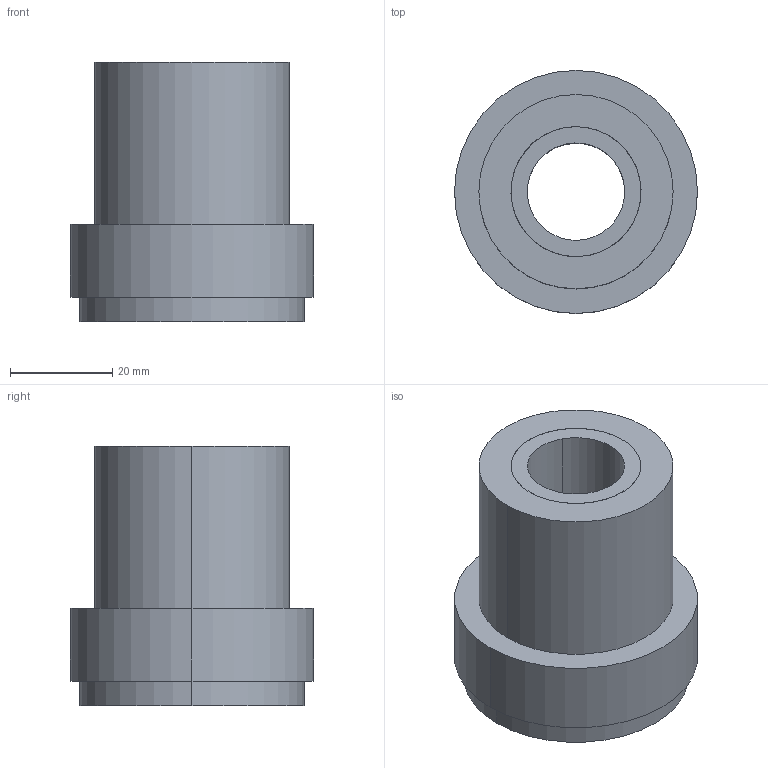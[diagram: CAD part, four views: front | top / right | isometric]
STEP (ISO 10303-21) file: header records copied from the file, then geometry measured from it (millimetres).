
FILE_DESCRIPTION((''),'2;1');
FILE_NAME('GUIDE_CROSSHEAD__BUSHING_ASS____ASM','2016-12-07T',('cxl300'),(''),'PRO/ENGINEER BY PARAMETRIC TECHNOLOGY CORPORATION, 2013230','PRO/ENGINEER BY PARAMETRIC TECHNOLOGY CORPORATION, 2013230','');
FILE_SCHEMA(('CONFIG_CONTROL_DESIGN','GEOMETRIC_VALIDATION_PROPERTIES_MIM'));
Length unit declared in the file: millimetre
Products named in the file (3): GUIDE_CROSSHEAD_2_ASS_Y_SLDPR__; BUSHING_CROSSHEAD_2_ASS_Y_SLD__; GUIDE_CROSSHEAD__BUSHING_ASS____ASM
Assembly tree (2 placements, depth 2):
  GUIDE_CROSSHEAD__BUSHING_ASS____ASM
    GUIDE_CROSSHEAD_2_ASS_Y_SLDPR__
    BUSHING_CROSSHEAD_2_ASS_Y_SLD__
Bounding box: 47.62 x 47.62 x 50.8 mm (x, y, z)
Volume: 54352.3 mm3; surface area: 20761.8 mm2
Topology: 2 solids, 2 shells, 18 faces, 36 edges, 24 vertices
Faces by surface type: cylinder 12, plane 6
Entity records: 689 total; most frequent: DIRECTION 106, CARTESIAN_POINT 90, ORIENTED_EDGE 72, AXIS2_PLACEMENT_3D 47, EDGE_CURVE 36, VERTEX_POINT 24, EDGE_LOOP 24, CIRCLE 24
